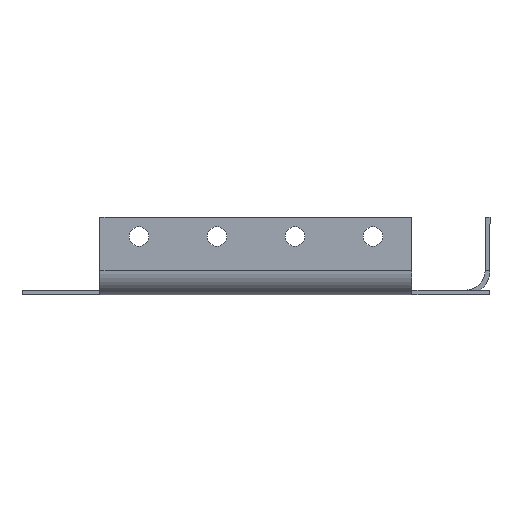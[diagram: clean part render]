
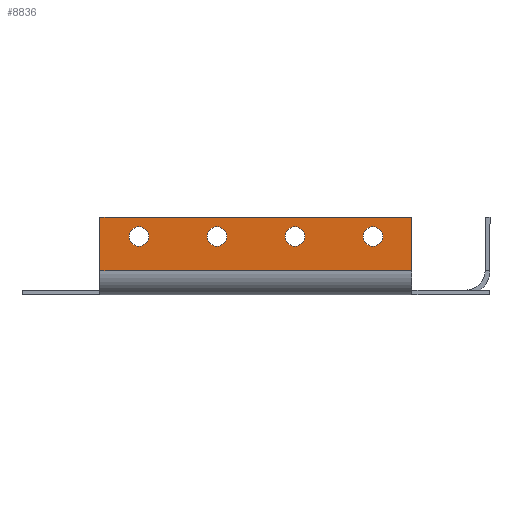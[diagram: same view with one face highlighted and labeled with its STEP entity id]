
A CAD part, left-side view. The second image highlights one B-rep face of the part: STEP entity #8836.
In plain terms, the highlighted planar face has unit normal (-1, 0, 0).
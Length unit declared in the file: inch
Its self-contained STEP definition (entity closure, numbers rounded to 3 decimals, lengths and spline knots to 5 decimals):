
#71 = ORIENTED_EDGE ( 'NONE', *, *, #4155, .F. ) ;
#213 = DIRECTION ( 'NONE',  ( -1., 0., 0. ) ) ;
#318 = DIRECTION ( 'NONE',  ( 0., 0., 1. ) ) ;
#356 = ORIENTED_EDGE ( 'NONE', *, *, #3132, .F. ) ;
#395 = ORIENTED_EDGE ( 'NONE', *, *, #9738, .F. ) ;
#408 = FACE_OUTER_BOUND ( 'NONE', #6437, .T. ) ;
#799 = AXIS2_PLACEMENT_3D ( 'NONE', #9543, #4842, #6393 ) ;
#808 = VERTEX_POINT ( 'NONE', #6594 ) ;
#1037 = CARTESIAN_POINT ( 'NONE',  ( -0.001, 3.70401, 1. ) ) ;
#1049 = VERTEX_POINT ( 'NONE', #4923 ) ;
#1115 = DIRECTION ( 'NONE',  ( -1., 0., 0. ) ) ;
#1127 = EDGE_LOOP ( 'NONE', ( #71, #8223 ) ) ;
#1155 = CARTESIAN_POINT ( 'NONE',  ( -0.001, 2.20401, 0.75 ) ) ;
#1241 = CARTESIAN_POINT ( 'NONE',  ( -0.001, 1.20401, 0.625 ) ) ;
#1311 = AXIS2_PLACEMENT_3D ( 'NONE', #1966, #2753, #3610 ) ;
#1553 = VERTEX_POINT ( 'NONE', #8892 ) ;
#1599 = EDGE_CURVE ( 'NONE', #1853, #2668, #5064, .T. ) ;
#1769 = VECTOR ( 'NONE', #5120, 39.37008 ) ;
#1853 = VERTEX_POINT ( 'NONE', #5224 ) ;
#1880 = VERTEX_POINT ( 'NONE', #1241 ) ;
#1966 = CARTESIAN_POINT ( 'NONE',  ( -0.001, 0.20401, 0.75 ) ) ;
#2117 = CARTESIAN_POINT ( 'NONE',  ( -0.001, 2.20401, 0.75 ) ) ;
#2141 = AXIS2_PLACEMENT_3D ( 'NONE', #5369, #2405, #9274 ) ;
#2169 = LINE ( 'NONE', #1037, #4275 ) ;
#2241 = ORIENTED_EDGE ( 'NONE', *, *, #6157, .F. ) ;
#2327 = VERTEX_POINT ( 'NONE', #3514 ) ;
#2397 = LINE ( 'NONE', #9282, #4991 ) ;
#2405 = DIRECTION ( 'NONE',  ( -1., 0., 0. ) ) ;
#2668 = VERTEX_POINT ( 'NONE', #8075 ) ;
#2753 = DIRECTION ( 'NONE',  ( -1., 0., 0. ) ) ;
#2871 = DIRECTION ( 'NONE',  ( -1., 0., 0. ) ) ;
#3002 = AXIS2_PLACEMENT_3D ( 'NONE', #9112, #9947, #8390 ) ;
#3012 = CARTESIAN_POINT ( 'NONE',  ( -0.001, 1.20401, 0.75 ) ) ;
#3115 = EDGE_LOOP ( 'NONE', ( #3685, #9616 ) ) ;
#3132 = EDGE_CURVE ( 'NONE', #1553, #4215, #3206, .T. ) ;
#3206 = CIRCLE ( 'NONE', #1311, 0.125 ) ;
#3229 = CARTESIAN_POINT ( 'NONE',  ( -0.001, 0.20401, 0.875 ) ) ;
#3274 = AXIS2_PLACEMENT_3D ( 'NONE', #1155, #1115, #7441 ) ;
#3287 = DIRECTION ( 'NONE',  ( 0., -1., 0. ) ) ;
#3303 = CIRCLE ( 'NONE', #2141, 0.125 ) ;
#3305 = EDGE_CURVE ( 'NONE', #808, #9802, #6913, .T. ) ;
#3514 = CARTESIAN_POINT ( 'NONE',  ( -0.001, -0.29599, 0.3125 ) ) ;
#3553 = EDGE_LOOP ( 'NONE', ( #356, #395 ) ) ;
#3610 = DIRECTION ( 'NONE',  ( 0., 0., 1. ) ) ;
#3685 = ORIENTED_EDGE ( 'NONE', *, *, #5713, .F. ) ;
#3709 = CIRCLE ( 'NONE', #7500, 0.125 ) ;
#3930 = EDGE_CURVE ( 'NONE', #6202, #1880, #3709, .T. ) ;
#4113 = DIRECTION ( 'NONE',  ( -1., 0., 0. ) ) ;
#4131 = FACE_BOUND ( 'NONE', #3553, .T. ) ;
#4155 = EDGE_CURVE ( 'NONE', #2668, #1853, #4177, .T. ) ;
#4177 = CIRCLE ( 'NONE', #3274, 0.125 ) ;
#4215 = VERTEX_POINT ( 'NONE', #3229 ) ;
#4275 = VECTOR ( 'NONE', #6563, 39.37008 ) ;
#4381 = DIRECTION ( 'NONE',  ( 0., 0., 1. ) ) ;
#4451 = CARTESIAN_POINT ( 'NONE',  ( -0.001, -0.29599, 1. ) ) ;
#4520 = AXIS2_PLACEMENT_3D ( 'NONE', #4947, #213, #8739 ) ;
#4588 = CARTESIAN_POINT ( 'NONE',  ( -0.001, 3.20401, 0.875 ) ) ;
#4632 = FACE_BOUND ( 'NONE', #1127, .T. ) ;
#4665 = VERTEX_POINT ( 'NONE', #9865 ) ;
#4802 = VECTOR ( 'NONE', #3287, 39.37008 ) ;
#4842 = DIRECTION ( 'NONE',  ( -1., 0., 0. ) ) ;
#4853 = PLANE ( 'NONE',  #4520 ) ;
#4923 = CARTESIAN_POINT ( 'NONE',  ( -0.001, 3.20401, 0.625 ) ) ;
#4947 = CARTESIAN_POINT ( 'NONE',  ( -0.001, 0., 0. ) ) ;
#4991 = VECTOR ( 'NONE', #6100, 39.37008 ) ;
#5064 = CIRCLE ( 'NONE', #5373, 0.125 ) ;
#5120 = DIRECTION ( 'NONE',  ( 0., 0., -1. ) ) ;
#5224 = CARTESIAN_POINT ( 'NONE',  ( -0.001, 2.20401, 0.875 ) ) ;
#5369 = CARTESIAN_POINT ( 'NONE',  ( -0.001, 3.20401, 0.75 ) ) ;
#5373 = AXIS2_PLACEMENT_3D ( 'NONE', #2117, #2871, #6173 ) ;
#5524 = CIRCLE ( 'NONE', #799, 0.125 ) ;
#5659 = CIRCLE ( 'NONE', #3002, 0.125 ) ;
#5713 = EDGE_CURVE ( 'NONE', #1880, #6202, #5524, .T. ) ;
#5819 = ORIENTED_EDGE ( 'NONE', *, *, #8190, .F. ) ;
#5849 = DIRECTION ( 'NONE',  ( -1., 0., 0. ) ) ;
#5983 = FACE_BOUND ( 'NONE', #8082, .T. ) ;
#6100 = DIRECTION ( 'NONE',  ( 0., -1., 0. ) ) ;
#6105 = ORIENTED_EDGE ( 'NONE', *, *, #9573, .F. ) ;
#6157 = EDGE_CURVE ( 'NONE', #9856, #1049, #3303, .T. ) ;
#6173 = DIRECTION ( 'NONE',  ( 0., 0., 1. ) ) ;
#6202 = VERTEX_POINT ( 'NONE', #8095 ) ;
#6393 = DIRECTION ( 'NONE',  ( 0., 0., 1. ) ) ;
#6437 = EDGE_LOOP ( 'NONE', ( #8011, #7931, #5819, #8165 ) ) ;
#6563 = DIRECTION ( 'NONE',  ( 0., 0., 1. ) ) ;
#6594 = CARTESIAN_POINT ( 'NONE',  ( -0.001, 3.70401, 1. ) ) ;
#6901 = EDGE_CURVE ( 'NONE', #4665, #808, #2169, .T. ) ;
#6913 = LINE ( 'NONE', #7148, #4802 ) ;
#7148 = CARTESIAN_POINT ( 'NONE',  ( -0.001, -0.29599, 1. ) ) ;
#7402 = EDGE_CURVE ( 'NONE', #4665, #2327, #2397, .T. ) ;
#7441 = DIRECTION ( 'NONE',  ( 0., 0., 1. ) ) ;
#7500 = AXIS2_PLACEMENT_3D ( 'NONE', #3012, #4113, #318 ) ;
#7931 = ORIENTED_EDGE ( 'NONE', *, *, #7402, .T. ) ;
#8011 = ORIENTED_EDGE ( 'NONE', *, *, #6901, .F. ) ;
#8075 = CARTESIAN_POINT ( 'NONE',  ( -0.001, 2.20401, 0.625 ) ) ;
#8082 = EDGE_LOOP ( 'NONE', ( #6105, #2241 ) ) ;
#8095 = CARTESIAN_POINT ( 'NONE',  ( -0.001, 1.20401, 0.875 ) ) ;
#8165 = ORIENTED_EDGE ( 'NONE', *, *, #3305, .F. ) ;
#8190 = EDGE_CURVE ( 'NONE', #9802, #2327, #8573, .T. ) ;
#8223 = ORIENTED_EDGE ( 'NONE', *, *, #1599, .F. ) ;
#8390 = DIRECTION ( 'NONE',  ( 0., 0., 1. ) ) ;
#8492 = CIRCLE ( 'NONE', #8593, 0.125 ) ;
#8573 = LINE ( 'NONE', #9827, #1769 ) ;
#8593 = AXIS2_PLACEMENT_3D ( 'NONE', #9753, #5849, #4381 ) ;
#8739 = DIRECTION ( 'NONE',  ( 0., 0., 1. ) ) ;
#8836 = ADVANCED_FACE ( 'NONE', ( #4131, #10048, #4632, #5983, #408 ), #4853, .T. ) ;
#8892 = CARTESIAN_POINT ( 'NONE',  ( -0.001, 0.20401, 0.625 ) ) ;
#9112 = CARTESIAN_POINT ( 'NONE',  ( -0.001, 0.20401, 0.75 ) ) ;
#9274 = DIRECTION ( 'NONE',  ( 0., 0., 1. ) ) ;
#9282 = CARTESIAN_POINT ( 'NONE',  ( -0.001, 0., 0.3125 ) ) ;
#9543 = CARTESIAN_POINT ( 'NONE',  ( -0.001, 1.20401, 0.75 ) ) ;
#9573 = EDGE_CURVE ( 'NONE', #1049, #9856, #8492, .T. ) ;
#9616 = ORIENTED_EDGE ( 'NONE', *, *, #3930, .F. ) ;
#9738 = EDGE_CURVE ( 'NONE', #4215, #1553, #5659, .T. ) ;
#9753 = CARTESIAN_POINT ( 'NONE',  ( -0.001, 3.20401, 0.75 ) ) ;
#9802 = VERTEX_POINT ( 'NONE', #4451 ) ;
#9827 = CARTESIAN_POINT ( 'NONE',  ( -0.001, -0.29599, 0.0625 ) ) ;
#9856 = VERTEX_POINT ( 'NONE', #4588 ) ;
#9865 = CARTESIAN_POINT ( 'NONE',  ( -0.001, 3.70401, 0.3125 ) ) ;
#9947 = DIRECTION ( 'NONE',  ( -1., 0., 0. ) ) ;
#10048 = FACE_BOUND ( 'NONE', #3115, .T. ) ;
